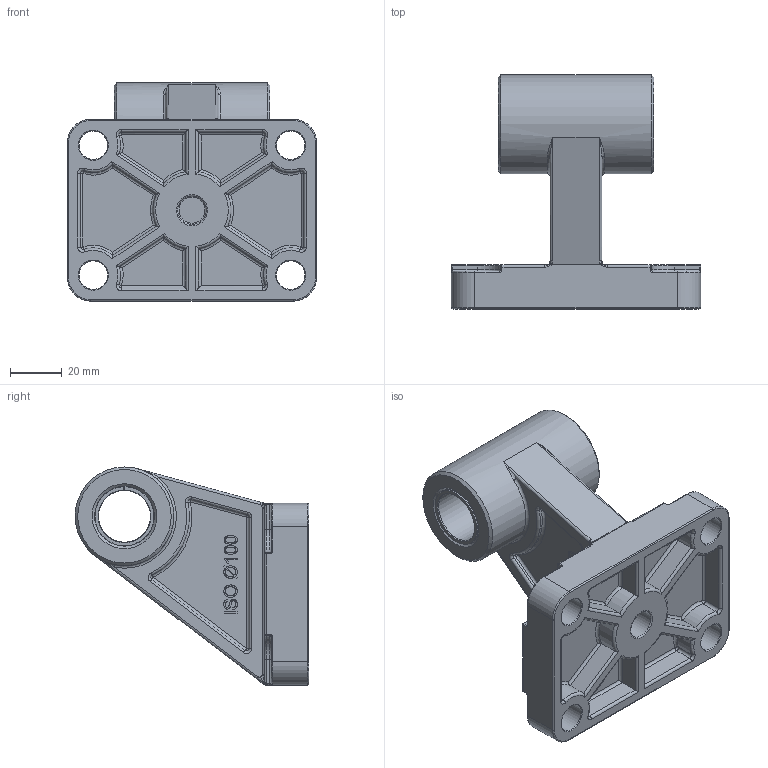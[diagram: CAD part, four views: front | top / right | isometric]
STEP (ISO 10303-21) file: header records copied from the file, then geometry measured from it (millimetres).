
FILE_DESCRIPTION((''),'2;1');
FILE_NAME('ASI100.stp','2013-11-15T09:59:47',('carlo.corazza'),(''),'Autodesk Inventor 2012','Autodesk Inventor 2012','');
FILE_SCHEMA(('AUTOMOTIVE_DESIGN { 1 0 10303 214 1 1 1 1 }'));
Length unit declared in the file: millimetre
Products named in the file (1): ASI100
Bounding box: 96 x 90 x 84 mm (x, y, z)
Volume: 165509 mm3; surface area: 43032.1 mm2
Topology: 1 solids, 1 shells, 462 faces, 1096 edges, 649 vertices
Faces by surface type: cylinder 149, bspline 100, plane 97, torus 76, cone 20, sphere 20
Full cylindrical faces by diameter (mm): 11 x5, 23 x1, 38 x1
Entity records: 16187 total; most frequent: CARTESIAN_POINT 5755, ORIENTED_EDGE 2098, DIRECTION 1953, EDGE_CURVE 1049, AXIS2_PLACEMENT_3D 765, VERTEX_POINT 632, EDGE_LOOP 515, STYLED_ITEM 463
